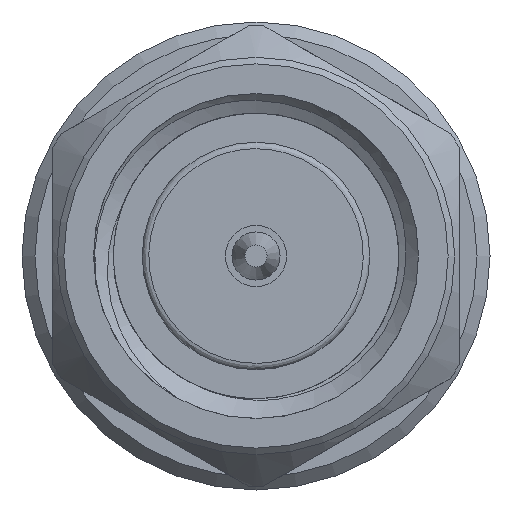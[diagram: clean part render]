
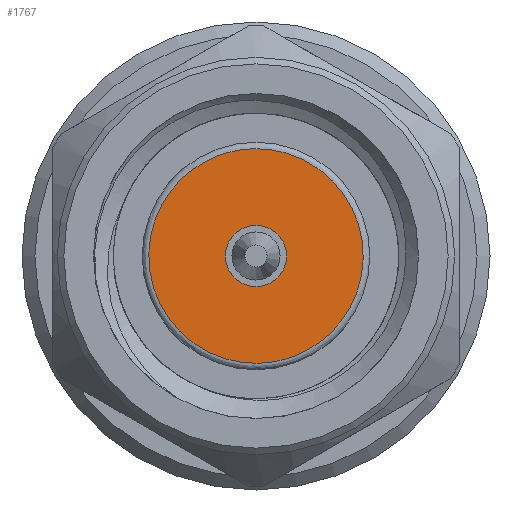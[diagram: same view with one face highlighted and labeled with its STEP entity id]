
A CAD part, left-side view. The second image highlights one B-rep face of the part: STEP entity #1767.
In plain terms, the highlighted planar face has unit normal (-1, 0, 0).
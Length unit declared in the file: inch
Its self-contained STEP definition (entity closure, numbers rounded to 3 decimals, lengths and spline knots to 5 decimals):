
#81 = CARTESIAN_POINT ( 'NONE',  ( 0.11, 0.165, -0.0825 ) ) ;
#395 = FACE_OUTER_BOUND ( 'NONE', #1378, .T. ) ;
#521 = FACE_BOUND ( 'NONE', #3824, .T. ) ;
#625 = AXIS2_PLACEMENT_3D ( 'NONE', #4540, #4585, #2177 ) ;
#852 = CARTESIAN_POINT ( 'NONE',  ( 0.11, 0., 0.0825 ) ) ;
#853 = ORIENTED_EDGE ( 'NONE', *, *, #5042, .F. ) ;
#1069 = CARTESIAN_POINT ( 'NONE',  ( 0.11, 0., 0.0825 ) ) ;
#1076 = PLANE ( 'NONE',  #5244 ) ;
#1096 = VERTEX_POINT ( 'NONE', #5060 ) ;
#1133 = EDGE_CURVE ( 'NONE', #3808, #1758, #1907, .T. ) ;
#1300 = CARTESIAN_POINT ( 'NONE',  ( 0.11, 0., 0.0825 ) ) ;
#1326 = CARTESIAN_POINT ( 'NONE',  ( 0.11, 0., -0.0825 ) ) ;
#1378 = EDGE_LOOP ( 'NONE', ( #4176, #2160 ) ) ;
#1465 = CARTESIAN_POINT ( 'NONE',  ( 0.11, 0., 0. ) ) ;
#1758 = VERTEX_POINT ( 'NONE', #1793 ) ;
#1767 = ADVANCED_FACE ( 'NONE', ( #521, #395 ), #1076, .F. ) ;
#1793 = CARTESIAN_POINT ( 'NONE',  ( 0.11, 0., -0.0825 ) ) ;
#1907 =( BOUNDED_CURVE ( )  B_SPLINE_CURVE ( 3, ( #1069, #4739, #3514, #5147 ),
 .UNSPECIFIED., .F., .T. ) 
 B_SPLINE_CURVE_WITH_KNOTS ( ( 4, 4 ),
 ( 0., 1. ),
 .UNSPECIFIED. ) 
 CURVE ( )  GEOMETRIC_REPRESENTATION_ITEM ( )  RATIONAL_B_SPLINE_CURVE ( ( 1., 0.333, 0.333, 1. ) ) 
 REPRESENTATION_ITEM ( '' )  );
#1918 = DIRECTION ( 'NONE',  ( 0., 0., -1. ) ) ;
#2160 = ORIENTED_EDGE ( 'NONE', *, *, #1133, .F. ) ;
#2177 = DIRECTION ( 'NONE',  ( 0., 0., -1. ) ) ;
#2726 = DIRECTION ( 'NONE',  ( 1., 0., 0. ) ) ;
#3514 = CARTESIAN_POINT ( 'NONE',  ( 0.11, -0.165, -0.0825 ) ) ;
#3808 = VERTEX_POINT ( 'NONE', #1300 ) ;
#3824 = EDGE_LOOP ( 'NONE', ( #853 ) ) ;
#4176 = ORIENTED_EDGE ( 'NONE', *, *, #5283, .F. ) ;
#4195 =( BOUNDED_CURVE ( )  B_SPLINE_CURVE ( 3, ( #1326, #81, #4530, #852 ),
 .UNSPECIFIED., .F., .F. ) 
 B_SPLINE_CURVE_WITH_KNOTS ( ( 4, 4 ),
 ( 0., 1. ),
 .UNSPECIFIED. ) 
 CURVE ( )  GEOMETRIC_REPRESENTATION_ITEM ( )  RATIONAL_B_SPLINE_CURVE ( ( 1., 0.333, 0.333, 1. ) ) 
 REPRESENTATION_ITEM ( '' )  );
#4217 = CIRCLE ( 'NONE', #625, 0.0235 ) ;
#4530 = CARTESIAN_POINT ( 'NONE',  ( 0.11, 0.165, 0.0825 ) ) ;
#4540 = CARTESIAN_POINT ( 'NONE',  ( 0.11, 0., 0. ) ) ;
#4585 = DIRECTION ( 'NONE',  ( -1., 0., 0. ) ) ;
#4739 = CARTESIAN_POINT ( 'NONE',  ( 0.11, -0.165, 0.0825 ) ) ;
#5042 = EDGE_CURVE ( 'NONE', #1096, #1096, #4217, .T. ) ;
#5060 = CARTESIAN_POINT ( 'NONE',  ( 0.11, 0., -0.0235 ) ) ;
#5147 = CARTESIAN_POINT ( 'NONE',  ( 0.11, 0., -0.0825 ) ) ;
#5244 = AXIS2_PLACEMENT_3D ( 'NONE', #1465, #2726, #1918 ) ;
#5283 = EDGE_CURVE ( 'NONE', #1758, #3808, #4195, .T. ) ;
